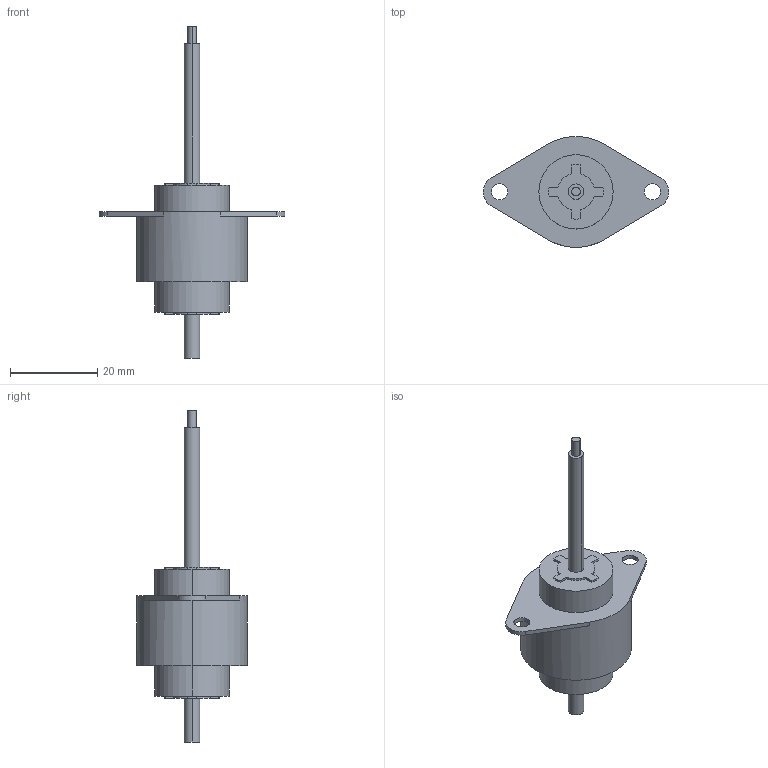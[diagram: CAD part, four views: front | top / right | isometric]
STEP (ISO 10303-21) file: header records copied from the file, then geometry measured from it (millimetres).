
FILE_DESCRIPTION((''),'2;1');
FILE_NAME('N25PA','2020-07-13T',('syc2215'),(''),'CREO PARAMETRIC BY PTC INC, 2018220','CREO PARAMETRIC BY PTC INC, 2018220','');
FILE_SCHEMA(('CONFIG_CONTROL_DESIGN'));
Length unit declared in the file: millimetre
Products named in the file (1): N25PA
Bounding box: 42.46 x 25.4 x 76 mm (x, y, z)
Volume: 11715.3 mm3; surface area: 3896.4 mm2
Topology: 1 solids, 1 shells, 65 faces, 168 edges, 112 vertices
Faces by surface type: cylinder 34, plane 31
Entity records: 2060 total; most frequent: DIRECTION 370, CARTESIAN_POINT 345, ORIENTED_EDGE 336, EDGE_CURVE 168, AXIS2_PLACEMENT_3D 137, VERTEX_POINT 112, VECTOR 96, LINE 96
